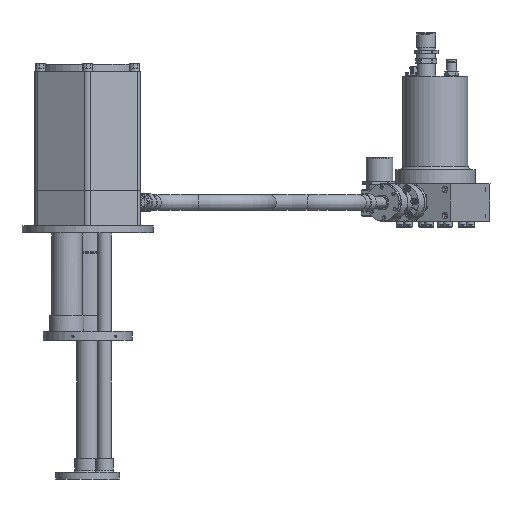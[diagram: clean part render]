
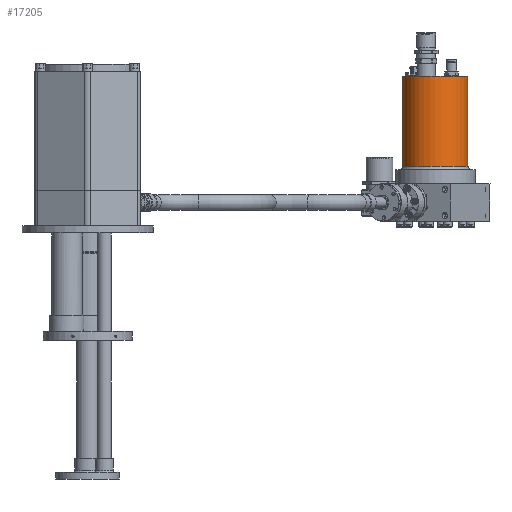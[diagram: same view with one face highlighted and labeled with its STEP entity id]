
A CAD part, front view. The second image highlights one B-rep face of the part: STEP entity #17205.
In plain terms, the highlighted cylindrical face has radius 44.005 mm (diameter 88.011 mm), a full revolution.
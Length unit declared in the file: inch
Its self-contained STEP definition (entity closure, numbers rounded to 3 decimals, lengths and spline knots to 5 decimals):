
#793=CYLINDRICAL_SURFACE('',#18809,1.7325);
#3949=FACE_BOUND('',#6274,.T.);
#4879=FACE_OUTER_BOUND('',#6273,.T.);
#6273=EDGE_LOOP('',(#14557));
#6274=EDGE_LOOP('',(#14558));
#7362=CIRCLE('',#18810,1.7325);
#7363=CIRCLE('',#18811,1.7325);
#8724=VERTEX_POINT('',#30330);
#8725=VERTEX_POINT('',#30332);
#10794=EDGE_CURVE('',#8724,#8724,#7362,.T.);
#10795=EDGE_CURVE('',#8725,#8725,#7363,.T.);
#14557=ORIENTED_EDGE('',*,*,#10794,.F.);
#14558=ORIENTED_EDGE('',*,*,#10795,.T.);
#17205=ADVANCED_FACE('',(#4879,#3949),#793,.T.);
#18809=AXIS2_PLACEMENT_3D('',#30329,#22661,#22662);
#18810=AXIS2_PLACEMENT_3D('',#30331,#22663,#22664);
#18811=AXIS2_PLACEMENT_3D('',#30333,#22665,#22666);
#22661=DIRECTION('center_axis',(0.,0.,
1.));
#22662=DIRECTION('ref_axis',(-0.866,0.5,0.));
#22663=DIRECTION('center_axis',(0.,0.,
-1.));
#22664=DIRECTION('ref_axis',(0.866,-0.5,0.));
#22665=DIRECTION('center_axis',(0.,0.,
-1.));
#22666=DIRECTION('ref_axis',(-0.866,0.5,0.));
#30329=CARTESIAN_POINT('Origin',(18.55829,33.14391,2.625));
#30330=CARTESIAN_POINT('',(17.05791,34.01016,3.5625));
#30331=CARTESIAN_POINT('Origin',(18.55829,33.14391,3.5625));
#30332=CARTESIAN_POINT('',(20.05868,32.27766,8.375));
#30333=CARTESIAN_POINT('Origin',(18.55829,33.14391,8.375));
